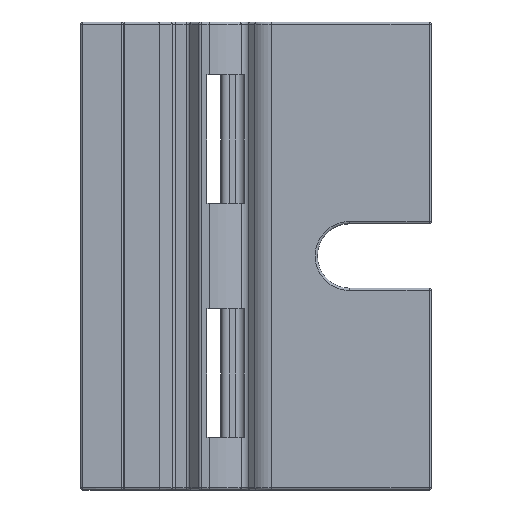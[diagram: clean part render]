
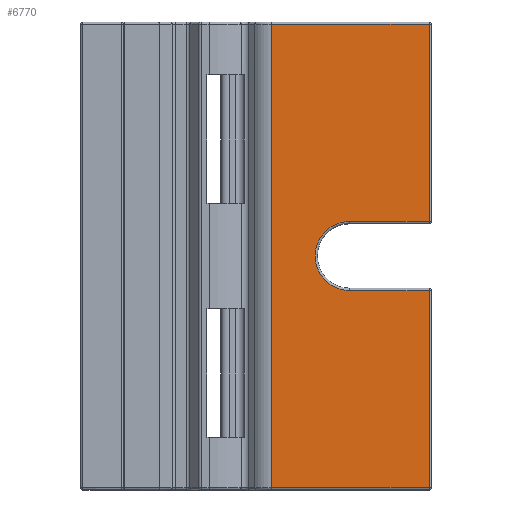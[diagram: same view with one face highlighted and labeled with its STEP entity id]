
A CAD part, front view. The second image highlights one B-rep face of the part: STEP entity #6770.
In plain terms, the highlighted planar face has unit normal (0, -1, 0).
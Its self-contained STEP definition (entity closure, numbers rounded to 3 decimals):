
#177 = CARTESIAN_POINT ( 'NONE',  ( -11.535, -2.683, -15.369 ) ) ;
#199 = VERTEX_POINT ( 'NONE', #413 ) ;
#303 = AXIS2_PLACEMENT_3D ( 'NONE', #4145, #5744, #7398 ) ;
#412 = LINE ( 'NONE', #10316, #6455 ) ;
#413 = CARTESIAN_POINT ( 'NONE',  ( 1.94, -2.683, -15.169 ) ) ;
#537 = CARTESIAN_POINT ( 'NONE',  ( 1.94, -2.683, 1.681 ) ) ;
#678 = CARTESIAN_POINT ( 'NONE',  ( 1.94, -2.683, -15.169 ) ) ;
#730 = DIRECTION ( 'NONE',  ( 1., 0., 0. ) ) ;
#756 = LINE ( 'NONE', #9138, #2074 ) ;
#833 = ORIENTED_EDGE ( 'NONE', *, *, #6641, .T. ) ;
#879 = DIRECTION ( 'NONE',  ( 0., 0., 1. ) ) ;
#1119 = EDGE_CURVE ( 'NONE', #199, #3473, #1843, .T. ) ;
#1338 = DIRECTION ( 'NONE',  ( -1., 0., 0. ) ) ;
#1670 = CARTESIAN_POINT ( 'NONE',  ( 1.94, -2.683, 7.581 ) ) ;
#1843 = LINE ( 'NONE', #6664, #9160 ) ;
#1852 = DIRECTION ( 'NONE',  ( 0., -1., 0. ) ) ;
#2074 = VECTOR ( 'NONE', #4029, 1000. ) ;
#2233 = EDGE_CURVE ( 'NONE', #9150, #7387, #9900, .T. ) ;
#2757 = PLANE ( 'NONE',  #6649 ) ;
#3044 = VECTOR ( 'NONE', #5204, 1000. ) ;
#3231 = ORIENTED_EDGE ( 'NONE', *, *, #3496, .T. ) ;
#3408 = CIRCLE ( 'NONE', #303, 2.95 ) ;
#3473 = VERTEX_POINT ( 'NONE', #537 ) ;
#3496 = EDGE_CURVE ( 'NONE', #4120, #4682, #3408, .T. ) ;
#4029 = DIRECTION ( 'NONE',  ( 1., 0., 0. ) ) ;
#4075 = ORIENTED_EDGE ( 'NONE', *, *, #7652, .T. ) ;
#4120 = VERTEX_POINT ( 'NONE', #5035 ) ;
#4145 = CARTESIAN_POINT ( 'NONE',  ( -4.86, -2.683, 4.631 ) ) ;
#4232 = LINE ( 'NONE', #5249, #3044 ) ;
#4379 = DIRECTION ( 'NONE',  ( 0., 0., 1. ) ) ;
#4682 = VERTEX_POINT ( 'NONE', #7255 ) ;
#5035 = CARTESIAN_POINT ( 'NONE',  ( -4.86, -2.683, 1.681 ) ) ;
#5204 = DIRECTION ( 'NONE',  ( -1., 0., 0. ) ) ;
#5249 = CARTESIAN_POINT ( 'NONE',  ( -11.535, -2.683, 1.681 ) ) ;
#5300 = LINE ( 'NONE', #8571, #8730 ) ;
#5379 = VERTEX_POINT ( 'NONE', #6208 ) ;
#5744 = DIRECTION ( 'NONE',  ( 0., 1., 0. ) ) ;
#6208 = CARTESIAN_POINT ( 'NONE',  ( 1.94, -2.683, 24.431 ) ) ;
#6455 = VECTOR ( 'NONE', #1338, 1000. ) ;
#6513 = LINE ( 'NONE', #678, #9578 ) ;
#6641 = EDGE_CURVE ( 'NONE', #9150, #199, #6513, .T. ) ;
#6649 = AXIS2_PLACEMENT_3D ( 'NONE', #177, #1852, #8416 ) ;
#6664 = CARTESIAN_POINT ( 'NONE',  ( 1.94, -2.683, -15.369 ) ) ;
#6706 = VECTOR ( 'NONE', #7572, 1000. ) ;
#6770 = ADVANCED_FACE ( 'NONE', ( #6824 ), #2757, .T. ) ;
#6791 = ORIENTED_EDGE ( 'NONE', *, *, #2233, .F. ) ;
#6824 = FACE_OUTER_BOUND ( 'NONE', #8409, .T. ) ;
#6835 = ORIENTED_EDGE ( 'NONE', *, *, #1119, .T. ) ;
#7141 = EDGE_CURVE ( 'NONE', #3473, #4120, #4232, .T. ) ;
#7255 = CARTESIAN_POINT ( 'NONE',  ( -4.86, -2.683, 7.581 ) ) ;
#7256 = EDGE_CURVE ( 'NONE', #7983, #5379, #5300, .T. ) ;
#7387 = VERTEX_POINT ( 'NONE', #8419 ) ;
#7398 = DIRECTION ( 'NONE',  ( 0., 0., -1. ) ) ;
#7455 = CARTESIAN_POINT ( 'NONE',  ( -11.535, -2.683, -15.369 ) ) ;
#7572 = DIRECTION ( 'NONE',  ( 0., 0., 1. ) ) ;
#7652 = EDGE_CURVE ( 'NONE', #4682, #7983, #756, .T. ) ;
#7779 = ORIENTED_EDGE ( 'NONE', *, *, #10392, .T. ) ;
#7983 = VERTEX_POINT ( 'NONE', #1670 ) ;
#8135 = ORIENTED_EDGE ( 'NONE', *, *, #7141, .T. ) ;
#8409 = EDGE_LOOP ( 'NONE', ( #6835, #8135, #3231, #4075, #9111, #7779, #6791, #833 ) ) ;
#8416 = DIRECTION ( 'NONE',  ( 0., 0., -1. ) ) ;
#8419 = CARTESIAN_POINT ( 'NONE',  ( -11.535, -2.683, 24.431 ) ) ;
#8571 = CARTESIAN_POINT ( 'NONE',  ( 1.94, -2.683, -15.369 ) ) ;
#8730 = VECTOR ( 'NONE', #4379, 1000. ) ;
#9111 = ORIENTED_EDGE ( 'NONE', *, *, #7256, .T. ) ;
#9138 = CARTESIAN_POINT ( 'NONE',  ( -11.535, -2.683, 7.581 ) ) ;
#9150 = VERTEX_POINT ( 'NONE', #10164 ) ;
#9160 = VECTOR ( 'NONE', #879, 1000. ) ;
#9578 = VECTOR ( 'NONE', #730, 1000. ) ;
#9900 = LINE ( 'NONE', #7455, #6706 ) ;
#10164 = CARTESIAN_POINT ( 'NONE',  ( -11.535, -2.683, -15.169 ) ) ;
#10316 = CARTESIAN_POINT ( 'NONE',  ( -11.535, -2.683, 24.431 ) ) ;
#10392 = EDGE_CURVE ( 'NONE', #5379, #7387, #412, .T. ) ;
